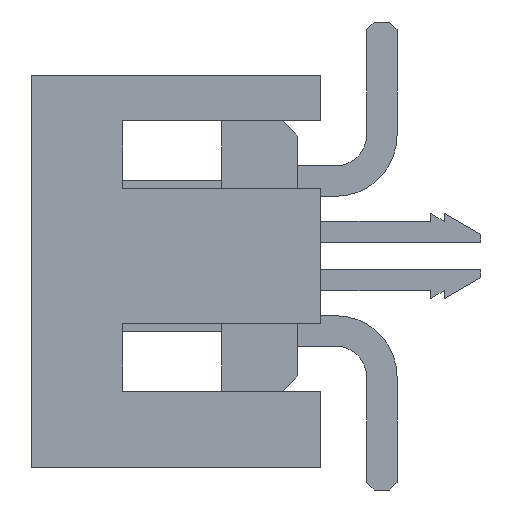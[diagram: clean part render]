
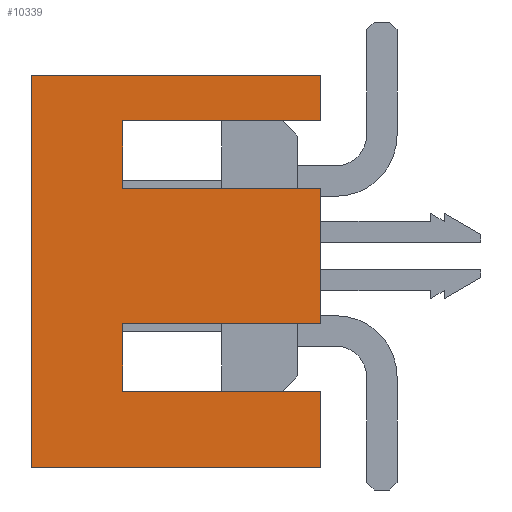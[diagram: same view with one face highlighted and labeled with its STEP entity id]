
A CAD part, left-side view. The second image highlights one B-rep face of the part: STEP entity #10339.
In plain terms, the highlighted planar face has unit normal (-1, 0, 0).
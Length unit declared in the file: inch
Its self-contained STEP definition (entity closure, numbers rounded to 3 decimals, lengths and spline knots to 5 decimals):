
#375=ORIENTED_EDGE('',*,*,#3293,.F.);
#376=ORIENTED_EDGE('',*,*,#3332,.F.);
#377=ORIENTED_EDGE('',*,*,#3406,.F.);
#378=ORIENTED_EDGE('',*,*,#3414,.F.);
#379=ORIENTED_EDGE('',*,*,#3415,.T.);
#380=ORIENTED_EDGE('',*,*,#3416,.T.);
#381=ORIENTED_EDGE('',*,*,#3374,.F.);
#382=ORIENTED_EDGE('',*,*,#3417,.F.);
#383=ORIENTED_EDGE('',*,*,#3418,.T.);
#384=ORIENTED_EDGE('',*,*,#3318,.T.);
#385=ORIENTED_EDGE('',*,*,#3378,.F.);
#386=ORIENTED_EDGE('',*,*,#3296,.F.);
#3293=EDGE_CURVE('',#4831,#4809,#5855,.T.);
#3296=EDGE_CURVE('',#4809,#4833,#5858,.T.);
#3318=EDGE_CURVE('',#4851,#4850,#5880,.T.);
#3332=EDGE_CURVE('',#4862,#4831,#5894,.T.);
#3374=EDGE_CURVE('',#4897,#4898,#5936,.T.);
#3378=EDGE_CURVE('',#4833,#4850,#5940,.T.);
#3406=EDGE_CURVE('',#4920,#4862,#5968,.T.);
#3414=EDGE_CURVE('',#4924,#4920,#5976,.T.);
#3415=EDGE_CURVE('',#4924,#4925,#5977,.T.);
#3416=EDGE_CURVE('',#4925,#4898,#5978,.T.);
#3417=EDGE_CURVE('',#4926,#4897,#5979,.T.);
#3418=EDGE_CURVE('',#4926,#4851,#5980,.T.);
#4809=VERTEX_POINT('',#14264);
#4831=VERTEX_POINT('',#14308);
#4833=VERTEX_POINT('',#14315);
#4850=VERTEX_POINT('',#14356);
#4851=VERTEX_POINT('',#14358);
#4862=VERTEX_POINT('',#14384);
#4897=VERTEX_POINT('',#14470);
#4898=VERTEX_POINT('',#14471);
#4920=VERTEX_POINT('',#14532);
#4924=VERTEX_POINT('',#14548);
#4925=VERTEX_POINT('',#14550);
#4926=VERTEX_POINT('',#14553);
#5855=LINE('',#14309,#7289);
#5858=LINE('',#14314,#7292);
#5880=LINE('',#14357,#7314);
#5894=LINE('',#14385,#7328);
#5936=LINE('',#14469,#7370);
#5940=LINE('',#14478,#7374);
#5968=LINE('',#14533,#7402);
#5976=LINE('',#14547,#7410);
#5977=LINE('',#14549,#7411);
#5978=LINE('',#14551,#7412);
#5979=LINE('',#14552,#7413);
#5980=LINE('',#14554,#7414);
#7289=VECTOR('',#11561,39.37008);
#7292=VECTOR('',#11566,39.37008);
#7314=VECTOR('',#11594,39.37008);
#7328=VECTOR('',#11612,39.37008);
#7370=VECTOR('',#11670,39.37008);
#7374=VECTOR('',#11676,39.37008);
#7402=VECTOR('',#11718,39.37008);
#7410=VECTOR('',#11732,39.37008);
#7411=VECTOR('',#11733,39.37008);
#7412=VECTOR('',#11734,39.37008);
#7413=VECTOR('',#11735,39.37008);
#7414=VECTOR('',#11736,39.37008);
#8729=EDGE_LOOP('',(#375,#376,#377,#378,#379,#380,#381,#382,#383,#384,#385,
#386));
#9293=FACE_BOUND('',#8729,.T.);
#9853=PLANE('',#10914);
#10339=ADVANCED_FACE('',(#9293),#9853,.F.);
#10914=AXIS2_PLACEMENT_3D('',#14546,#11730,#11731);
#11561=DIRECTION('',(0.,0.,1.));
#11566=DIRECTION('',(0.,-1.,0.));
#11594=DIRECTION('',(0.,-1.,0.));
#11612=DIRECTION('',(0.,1.,0.));
#11670=DIRECTION('',(0.,0.,-1.));
#11676=DIRECTION('',(0.,0.,-1.));
#11718=DIRECTION('',(0.,0.,-1.));
#11730=DIRECTION('',(1.,0.,0.));
#11731=DIRECTION('',(0.,0.,-1.));
#11732=DIRECTION('',(0.,-1.,0.));
#11733=DIRECTION('',(0.,0.,1.));
#11734=DIRECTION('',(0.,-1.,0.));
#11735=DIRECTION('',(0.,-1.,0.));
#11736=DIRECTION('',(0.,0.,1.));
#14264=CARTESIAN_POINT('',(-0.63311,0.19,0.1187));
#14308=CARTESIAN_POINT('',(-0.63311,0.19,-0.1387));
#14309=CARTESIAN_POINT('',(-0.63311,0.19,-0.1387));
#14314=CARTESIAN_POINT('',(-0.63311,0.19,0.1187));
#14315=CARTESIAN_POINT('',(-0.63311,0.,0.1187));
#14356=CARTESIAN_POINT('',(-0.63311,0.,0.0887));
#14357=CARTESIAN_POINT('',(-0.63311,0.13,0.0887));
#14358=CARTESIAN_POINT('',(-0.63311,0.13,0.0887));
#14384=CARTESIAN_POINT('',(-0.63311,0.,-0.1387));
#14385=CARTESIAN_POINT('',(-0.63311,0.,-0.1387));
#14469=CARTESIAN_POINT('',(-0.63311,0.,0.1187));
#14470=CARTESIAN_POINT('',(-0.63311,0.,0.04437));
#14471=CARTESIAN_POINT('',(-0.63311,0.,-0.04437));
#14478=CARTESIAN_POINT('',(-0.63311,0.,0.1187));
#14532=CARTESIAN_POINT('',(-0.63311,0.,-0.0887));
#14533=CARTESIAN_POINT('',(-0.63311,0.,0.1187));
#14546=CARTESIAN_POINT('',(-0.63311,0.,0.));
#14547=CARTESIAN_POINT('',(-0.63311,0.13,-0.0887));
#14548=CARTESIAN_POINT('',(-0.63311,0.13,-0.0887));
#14549=CARTESIAN_POINT('',(-0.63311,0.13,0.));
#14550=CARTESIAN_POINT('',(-0.63311,0.13,-0.04437));
#14551=CARTESIAN_POINT('',(-0.63311,0.13,-0.04437));
#14552=CARTESIAN_POINT('',(-0.63311,0.13,0.04437));
#14553=CARTESIAN_POINT('',(-0.63311,0.13,0.04437));
#14554=CARTESIAN_POINT('',(-0.63311,0.13,0.));
